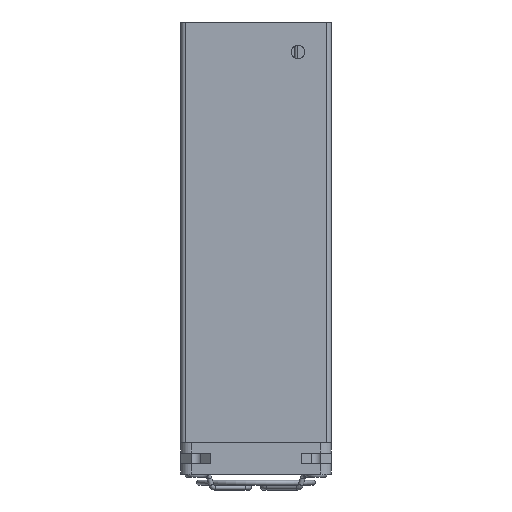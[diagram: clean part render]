
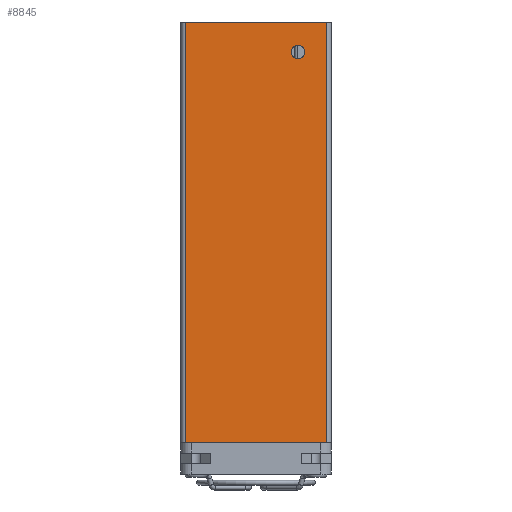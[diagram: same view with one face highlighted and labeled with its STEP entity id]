
A CAD part, left-side view. The second image highlights one B-rep face of the part: STEP entity #8845.
In plain terms, the highlighted planar face has unit normal (-1, 0, 0).
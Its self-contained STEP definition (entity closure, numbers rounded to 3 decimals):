
#145=FACE_BOUND('',#1243,.T.);
#755=FACE_OUTER_BOUND('',#1242,.T.);
#1242=EDGE_LOOP('',(#6620,#6621,#6622,#6623));
#1243=EDGE_LOOP('',(#6624));
#1654=CIRCLE('',#9432,2.25);
#2171=LINE('',#14457,#2854);
#2232=LINE('',#14700,#2915);
#2367=LINE('',#15197,#3050);
#2373=LINE('',#15209,#3056);
#2854=VECTOR('',#10689,1000.);
#2915=VECTOR('',#10878,1000.);
#3050=VECTOR('',#11281,1000.);
#3056=VECTOR('',#11299,1000.);
#3586=VERTEX_POINT('',#14281);
#3615=VERTEX_POINT('',#14442);
#3622=VERTEX_POINT('',#14455);
#3738=VERTEX_POINT('',#14696);
#3740=VERTEX_POINT('',#14699);
#4550=EDGE_CURVE('',#3586,#3586,#1654,.T.);
#4593=EDGE_CURVE('',#3622,#3615,#2171,.T.);
#4717=EDGE_CURVE('',#3740,#3738,#2232,.T.);
#4947=EDGE_CURVE('',#3615,#3738,#2367,.T.);
#4953=EDGE_CURVE('',#3622,#3740,#2373,.T.);
#6620=ORIENTED_EDGE('',*,*,#4717,.T.);
#6621=ORIENTED_EDGE('',*,*,#4947,.F.);
#6622=ORIENTED_EDGE('',*,*,#4593,.F.);
#6623=ORIENTED_EDGE('',*,*,#4953,.T.);
#6624=ORIENTED_EDGE('',*,*,#4550,.T.);
#8584=PLANE('',#9661);
#8845=ADVANCED_FACE('',(#755,#145),#8584,.F.);
#9432=AXIS2_PLACEMENT_3D('',#14282,#10617,#10618);
#9661=AXIS2_PLACEMENT_3D('',#15210,#11300,#11301);
#10617=DIRECTION('center_axis',(1.,0.,0.));
#10618=DIRECTION('ref_axis',(0.,0.,1.));
#10689=DIRECTION('',(0.,-1.,0.));
#10878=DIRECTION('',(0.,-1.,0.));
#11281=DIRECTION('',(0.,0.,-1.));
#11299=DIRECTION('',(0.,0.,-1.));
#11300=DIRECTION('center_axis',(1.,0.,0.));
#11301=DIRECTION('ref_axis',(0.,1.,0.));
#14281=CARTESIAN_POINT('',(-25.,-14.,127.75));
#14282=CARTESIAN_POINT('Origin',(-25.,-14.,130.));
#14442=CARTESIAN_POINT('',(-25.,-23.5,140.));
#14455=CARTESIAN_POINT('',(-25.,23.5,140.));
#14457=CARTESIAN_POINT('',(-25.,24.5,140.));
#14696=CARTESIAN_POINT('',(-25.,-23.5,0.));
#14699=CARTESIAN_POINT('',(-25.,23.5,0.));
#14700=CARTESIAN_POINT('',(-25.,23.5,0.));
#15197=CARTESIAN_POINT('',(-25.,-23.5,100.));
#15209=CARTESIAN_POINT('',(-25.,23.5,100.));
#15210=CARTESIAN_POINT('Origin',(-25.,23.5,100.));
